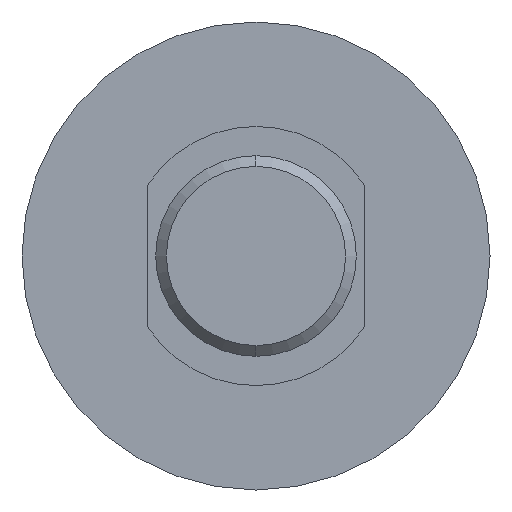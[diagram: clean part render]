
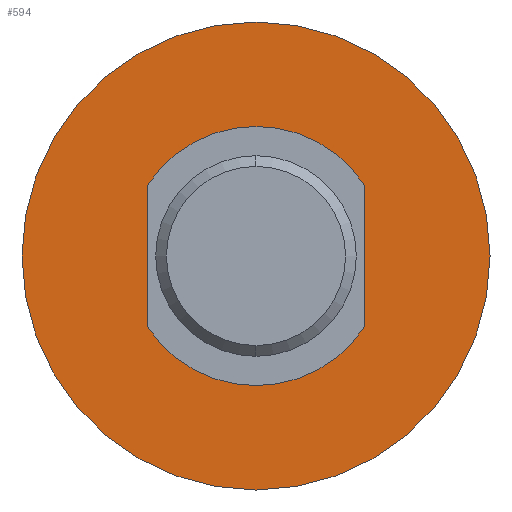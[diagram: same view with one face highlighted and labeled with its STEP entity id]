
A CAD part, left-side view. The second image highlights one B-rep face of the part: STEP entity #594.
In plain terms, the highlighted planar face has unit normal (-1, 0, 0).
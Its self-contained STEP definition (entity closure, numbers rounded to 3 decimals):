
#288=CARTESIAN_POINT('',(1.438,0.0,-0.875));
#289=VERTEX_POINT('',#288);
#298=CARTESIAN_POINT('',(1.438,0.,0.875));
#299=VERTEX_POINT('',#298);
#300=CARTESIAN_POINT('',(1.438,0.0,0.0));
#301=DIRECTION('',(1.0,0.0,0.0));
#302=DIRECTION('',(0.0,0.0,-1.0));
#303=AXIS2_PLACEMENT_3D('',#300,#301,#302);
#304=CIRCLE('',#303,0.875);
#305=EDGE_CURVE('',#299,#289,#304,.F.);
#330=CARTESIAN_POINT('',(1.437,0.,0.484));
#331=VERTEX_POINT('',#330);
#340=CARTESIAN_POINT('',(1.438,0.406,0.264));
#341=VERTEX_POINT('',#340);
#342=CARTESIAN_POINT('',(1.437,0.0,0.0));
#343=DIRECTION('',(1.0,0.0,0.0));
#344=DIRECTION('',(0.0,0.0,-1.0));
#345=AXIS2_PLACEMENT_3D('',#342,#343,#344);
#346=CIRCLE('',#345,0.484);
#347=EDGE_CURVE('',#331,#341,#346,.F.);
#374=CARTESIAN_POINT('',(1.437,0.,-0.484));
#375=VERTEX_POINT('',#374);
#391=CARTESIAN_POINT('',(1.438,0.406,-0.264));
#392=VERTEX_POINT('',#391);
#399=CARTESIAN_POINT('',(1.437,0.0,0.0));
#400=DIRECTION('',(1.0,0.0,0.0));
#401=DIRECTION('',(0.0,0.0,-1.0));
#402=AXIS2_PLACEMENT_3D('',#399,#400,#401);
#403=CIRCLE('',#402,0.484);
#404=EDGE_CURVE('',#392,#375,#403,.F.);
#415=CARTESIAN_POINT('',(1.438,-0.406,-0.264));
#416=VERTEX_POINT('',#415);
#417=CARTESIAN_POINT('',(1.437,0.0,0.0));
#418=DIRECTION('',(1.0,0.0,0.0));
#419=DIRECTION('',(0.0,0.0,-1.0));
#420=AXIS2_PLACEMENT_3D('',#417,#418,#419);
#421=CIRCLE('',#420,0.484);
#422=EDGE_CURVE('',#375,#416,#421,.F.);
#456=CARTESIAN_POINT('',(1.438,-0.406,0.264));
#457=VERTEX_POINT('',#456);
#458=CARTESIAN_POINT('',(1.438,-0.406,-0.264));
#459=DIRECTION('',(0.0,0.0,1.0));
#460=VECTOR('',#459,0.528);
#461=LINE('',#458,#460);
#462=EDGE_CURVE('',#416,#457,#461,.T.);
#487=CARTESIAN_POINT('',(1.437,0.0,0.0));
#488=DIRECTION('',(1.0,0.0,0.0));
#489=DIRECTION('',(0.0,0.0,-1.0));
#490=AXIS2_PLACEMENT_3D('',#487,#488,#489);
#491=CIRCLE('',#490,0.484);
#492=EDGE_CURVE('',#457,#331,#491,.F.);
#510=CARTESIAN_POINT('',(1.438,0.406,0.264));
#511=DIRECTION('',(0.0,0.0,-1.0));
#512=VECTOR('',#511,0.528);
#513=LINE('',#510,#512);
#514=EDGE_CURVE('',#341,#392,#513,.T.);
#571=CARTESIAN_POINT('',(1.438,0.0,-0.68));
#572=DIRECTION('',(-1.0,0.0,0.0));
#573=DIRECTION('',(0.0,-1.0,0.0));
#574=AXIS2_PLACEMENT_3D('',#571,#572,#573);
#575=PLANE('',#574);
#576=CARTESIAN_POINT('',(1.438,0.0,0.0));
#577=DIRECTION('',(1.0,0.0,0.0));
#578=DIRECTION('',(0.0,0.0,-1.0));
#579=AXIS2_PLACEMENT_3D('',#576,#577,#578);
#580=CIRCLE('',#579,0.875);
#581=EDGE_CURVE('',#289,#299,#580,.F.);
#582=ORIENTED_EDGE('',*,*,#581,.T.);
#583=ORIENTED_EDGE('',*,*,#305,.T.);
#584=EDGE_LOOP('',(#582,#583));
#585=FACE_OUTER_BOUND('',#584,.T.);
#586=ORIENTED_EDGE('',*,*,#514,.F.);
#587=ORIENTED_EDGE('',*,*,#347,.F.);
#588=ORIENTED_EDGE('',*,*,#492,.F.);
#589=ORIENTED_EDGE('',*,*,#462,.F.);
#590=ORIENTED_EDGE('',*,*,#422,.F.);
#591=ORIENTED_EDGE('',*,*,#404,.F.);
#592=EDGE_LOOP('',(#586,#587,#588,#589,#590,#591));
#593=FACE_BOUND('',#592,.T.);
#594=ADVANCED_FACE('',(#585,#593),#575,.T.);
